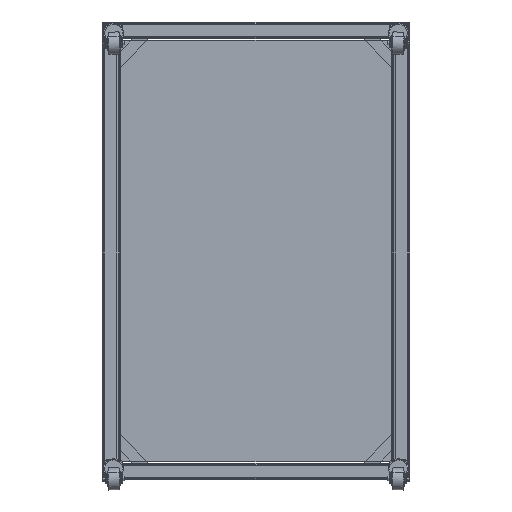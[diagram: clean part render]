
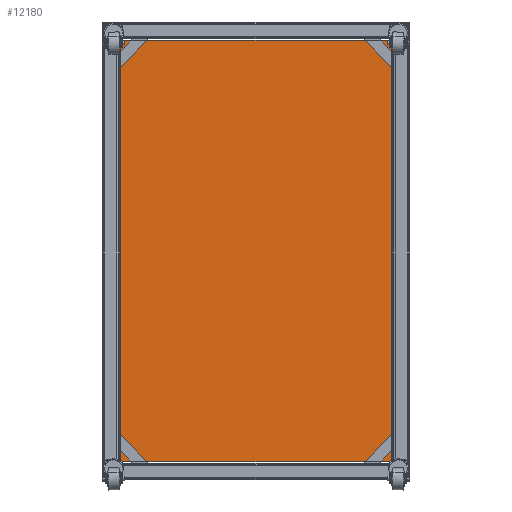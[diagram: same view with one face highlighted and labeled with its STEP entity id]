
A CAD part, front view. The second image highlights one B-rep face of the part: STEP entity #12180.
In plain terms, the highlighted planar face has unit normal (0, -1, 0).
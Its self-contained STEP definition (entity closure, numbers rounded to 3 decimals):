
#439 = VERTEX_POINT ( 'NONE', #746 ) ;
#746 = CARTESIAN_POINT ( 'NONE',  ( 242.5, -645., 377.5 ) ) ;
#3085 = CARTESIAN_POINT ( 'NONE',  ( 242.5, -645., -377.5 ) ) ;
#3738 = ORIENTED_EDGE ( 'NONE', *, *, #31873, .F. ) ;
#4263 = EDGE_CURVE ( 'NONE', #5935, #23331, #31260, .T. ) ;
#5204 = VECTOR ( 'NONE', #9348, 1000. ) ;
#5304 = CARTESIAN_POINT ( 'NONE',  ( 242.5, -645., -377.5 ) ) ;
#5935 = VERTEX_POINT ( 'NONE', #3085 ) ;
#6595 = CARTESIAN_POINT ( 'NONE',  ( 242.5, -645., 377.5 ) ) ;
#6886 = CARTESIAN_POINT ( 'NONE',  ( -242.5, -645., 377.5 ) ) ;
#8021 = DIRECTION ( 'NONE',  ( 0., -1., 0. ) ) ;
#9348 = DIRECTION ( 'NONE',  ( 1., 0., 0. ) ) ;
#12180 = ADVANCED_FACE ( 'NONE', ( #32773 ), #13390, .T. ) ;
#12181 = CARTESIAN_POINT ( 'NONE',  ( -242.5, -645., -377.5 ) ) ;
#13390 = PLANE ( 'NONE',  #33714 ) ;
#14612 = ORIENTED_EDGE ( 'NONE', *, *, #34838, .F. ) ;
#14894 = ORIENTED_EDGE ( 'NONE', *, *, #4263, .F. ) ;
#17929 = VECTOR ( 'NONE', #19029, 1000. ) ;
#19029 = DIRECTION ( 'NONE',  ( 0., 0., 1. ) ) ;
#19732 = LINE ( 'NONE', #6595, #5204 ) ;
#20137 = VERTEX_POINT ( 'NONE', #6886 ) ;
#21201 = CARTESIAN_POINT ( 'NONE',  ( 242.5, -645., -377.5 ) ) ;
#21644 = CARTESIAN_POINT ( 'NONE',  ( 0., -645., 0. ) ) ;
#21671 = DIRECTION ( 'NONE',  ( 0., 0., -1. ) ) ;
#21789 = CARTESIAN_POINT ( 'NONE',  ( -242.5, -645., -377.5 ) ) ;
#23331 = VERTEX_POINT ( 'NONE', #12181 ) ;
#23913 = DIRECTION ( 'NONE',  ( -1., 0., 0. ) ) ;
#24074 = VECTOR ( 'NONE', #23913, 1000. ) ;
#25176 = VECTOR ( 'NONE', #21671, 1000. ) ;
#25997 = LINE ( 'NONE', #5304, #25176 ) ;
#27079 = DIRECTION ( 'NONE',  ( 0., 0., -1. ) ) ;
#27722 = EDGE_LOOP ( 'NONE', ( #14612, #14894, #31284, #3738 ) ) ;
#31260 = LINE ( 'NONE', #21201, #24074 ) ;
#31284 = ORIENTED_EDGE ( 'NONE', *, *, #34802, .F. ) ;
#31873 = EDGE_CURVE ( 'NONE', #20137, #439, #19732, .T. ) ;
#32358 = LINE ( 'NONE', #21789, #17929 ) ;
#32773 = FACE_OUTER_BOUND ( 'NONE', #27722, .T. ) ;
#33714 = AXIS2_PLACEMENT_3D ( 'NONE', #21644, #8021, #27079 ) ;
#34802 = EDGE_CURVE ( 'NONE', #439, #5935, #25997, .T. ) ;
#34838 = EDGE_CURVE ( 'NONE', #23331, #20137, #32358, .T. ) ;
